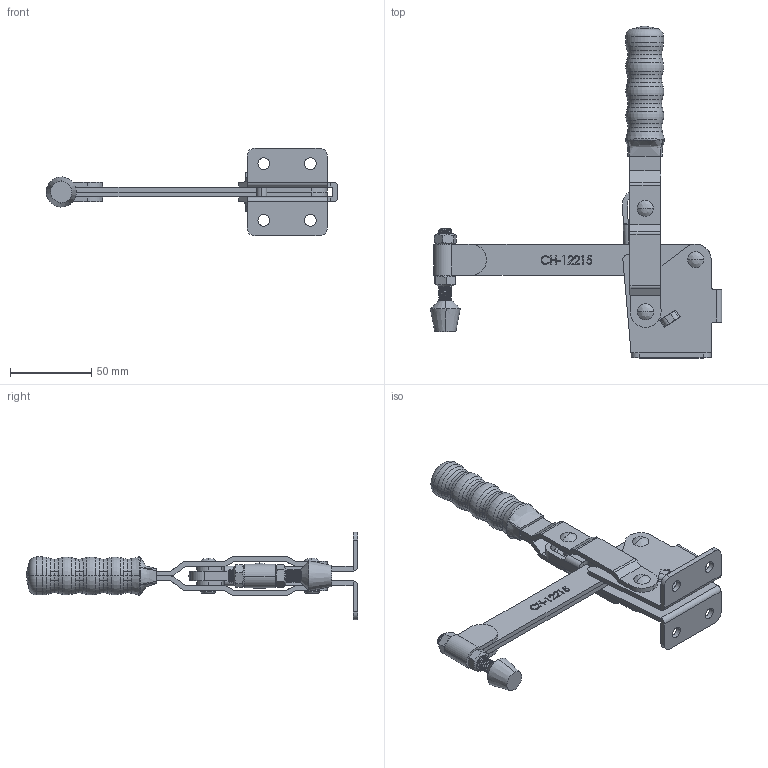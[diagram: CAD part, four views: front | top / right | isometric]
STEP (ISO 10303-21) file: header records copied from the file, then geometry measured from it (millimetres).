
FILE_DESCRIPTION (( 'STEP AP203' ), '1' );
FILE_NAME ('CH-12215.STEP', '2012-07-16T12:54:43', ( '微软用户' ), ( '微软中国' ), 'SwSTEP 2.0', 'SolidWorks 2010', '' );
FILE_SCHEMA (( 'CONFIG_CONTROL_DESIGN' ));
Products named in the file (10): CH-FC-56212 SPINDLE SUPPLIED; CH-12205-06; CH-12205-05; CH-12215; CH-12205-01 FLANGED BASE; CH-12205-03 STRAIGHT HANDLE; CH-12205-04 CONNECTING-PIATE; CH-12205-07; CH-12215-02_默认<按加工>; CH-FC-56212 Nut
Assembly tree (12 placements, depth 2):
  CH-12215
    CH-12205-07  x2
    CH-FC-56212 Nut  x2
    CH-12205-05
    CH-12205-04 CONNECTING-PIATE
    CH-12205-06  x2
    CH-FC-56212 SPINDLE SUPPLIED
    CH-12205-03 STRAIGHT HANDLE
    CH-12205-01 FLANGED BASE
    CH-12215-02_默认<按加工>
Bounding box: 178.98 x 203.77 x 54 mm (x, y, z)
Volume: 100334.7 mm3; surface area: 72477.8 mm2
Topology: 15 solids, 15 shells, 568 faces, 1488 edges, 955 vertices
Faces by surface type: cylinder 215, plane 191, bspline 55, cone 53, torus 50, sphere 4
Entity records: 29375 total; most frequent: CARTESIAN_POINT 16155, ORIENTED_EDGE 2660, DIRECTION 2379, EDGE_CURVE 1330, VERTEX_POINT 863, AXIS2_PLACEMENT_3D 853, LINE 673, VECTOR 673
